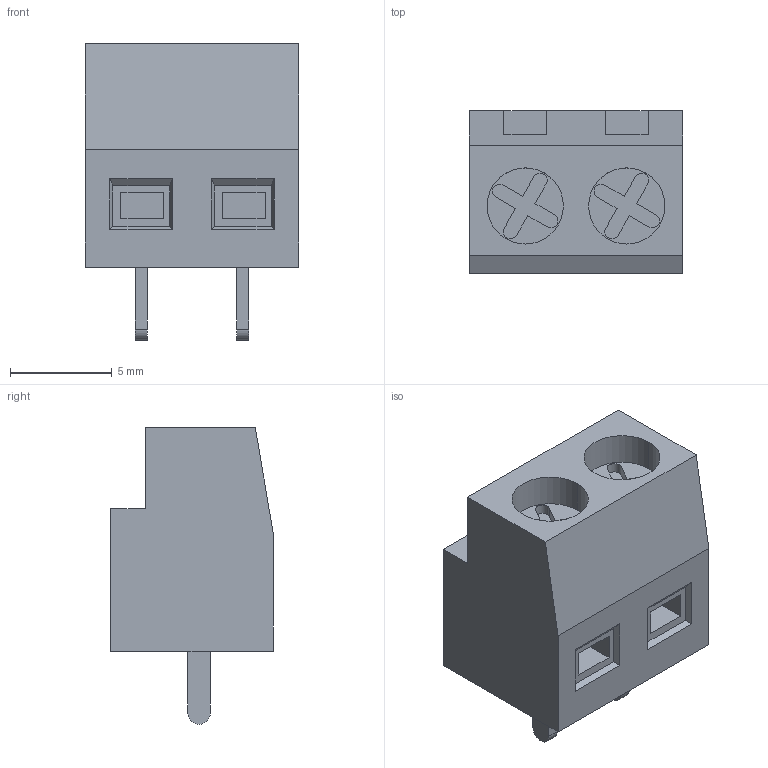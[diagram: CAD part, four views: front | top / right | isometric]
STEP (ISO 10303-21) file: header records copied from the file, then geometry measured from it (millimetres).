
FILE_DESCRIPTION((''),'2;1');
FILE_NAME('PTH_HDRV02W11060P500_1X02','2012-05-04T',('HAN'),(''),'PRO/ENGINEER BY PARAMETRIC TECHNOLOGY CORPORATION, 2010280','PRO/ENGINEER BY PARAMETRIC TECHNOLOGY CORPORATION, 2010280','');
FILE_SCHEMA(('AUTOMOTIVE_DESIGN_CC2 { 1 2 10303 214 -1 1 5 2 }'));
Length unit declared in the file: millimetre
Products named in the file (1): PTH_HDRV02W11060P500_1X02
Bounding box: 10.5 x 8 x 14.6 mm (x, y, z)
Volume: 752.9 mm3; surface area: 680.6 mm2
Topology: 1 solids, 1 shells, 87 faces, 225 edges, 150 vertices
Faces by surface type: plane 73, cylinder 14
Entity records: 4046 total; most frequent: CARTESIAN_POINT 462, ORIENTED_EDGE 450, DIRECTION 427, PRESENTATION_STYLE_ASSIGNMENT 280, STYLED_ITEM 230, CURVE_STYLE 225, EDGE_CURVE 225, VECTOR 197
